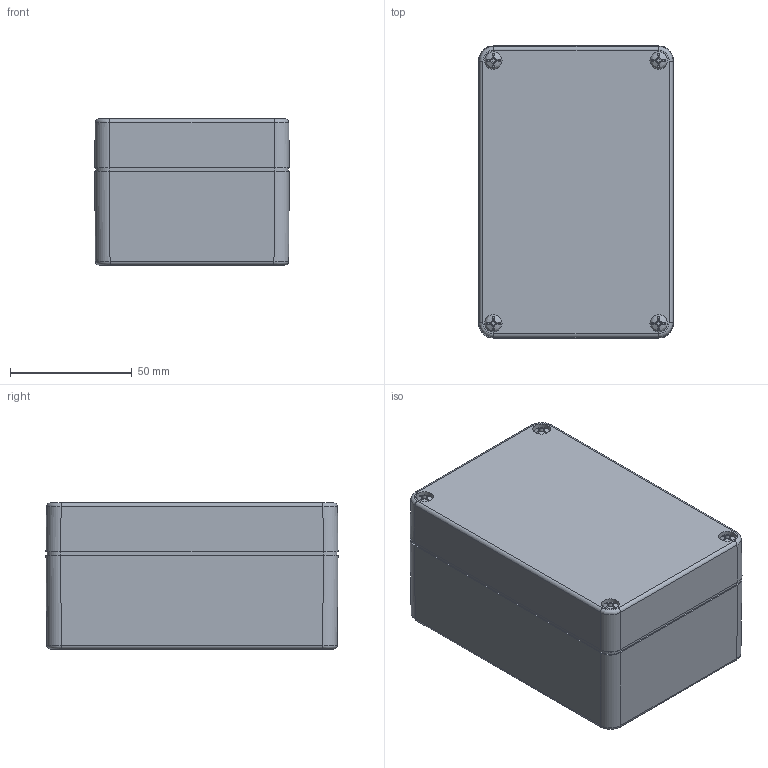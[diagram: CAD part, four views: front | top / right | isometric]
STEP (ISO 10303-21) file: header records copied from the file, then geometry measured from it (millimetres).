
FILE_DESCRIPTION(/* description */ ('ABS-Gehäuse'),/* implementation_level */ '2;1');
FILE_NAME(/* name */ '01120806010-RST.stp',/* time_stamp */ '2021-09-02T11:48:56+02:00',/* author */ ('sl'),/* organization */ (''),/* preprocessor_version */ 'ST-DEVELOPER v16.5',/* originating_system */ 'Autodesk Inventor 2017',/* authorisation */ '');
FILE_SCHEMA (('AUTOMOTIVE_DESIGN { 1 0 10303 214 3 1 1 }'));
Length unit declared in the file: millimetre
Products named in the file (4): 01_120806_010; Deckel-ABS-Gehäuse-07-BT-0002-01_120806_010; UT-ABS-Gehäuse-07-BT-0001-01_120806_010; Schraube-M4x28x10
Assembly tree (6 placements, depth 2):
  01_120806_010
    Deckel-ABS-Gehäuse-07-BT-0002-01_120806_010
    UT-ABS-Gehäuse-07-BT-0001-01_120806_010
    Schraube-M4x28x10  x4
Bounding box: 80 x 120 x 60 mm (x, y, z)
Volume: 143985.6 mm3; surface area: 95854.3 mm2
Topology: 6 solids, 6 shells, 594 faces, 1470 edges, 914 vertices
Faces by surface type: plane 254, cylinder 124, cone 86, torus 78, bspline 40, sphere 12
Full cylindrical faces by diameter (mm): 2.87 x4, 4 x4, 4.2 x4, 4.92 x4, 7 x4, 7.2 x4
Entity records: 17728 total; most frequent: CARTESIAN_POINT 5949, DIRECTION 2486, ORIENTED_EDGE 2368, EDGE_CURVE 1184, AXIS2_PLACEMENT_3D 979, VERTEX_POINT 771, EDGE_LOOP 625, LINE 528
